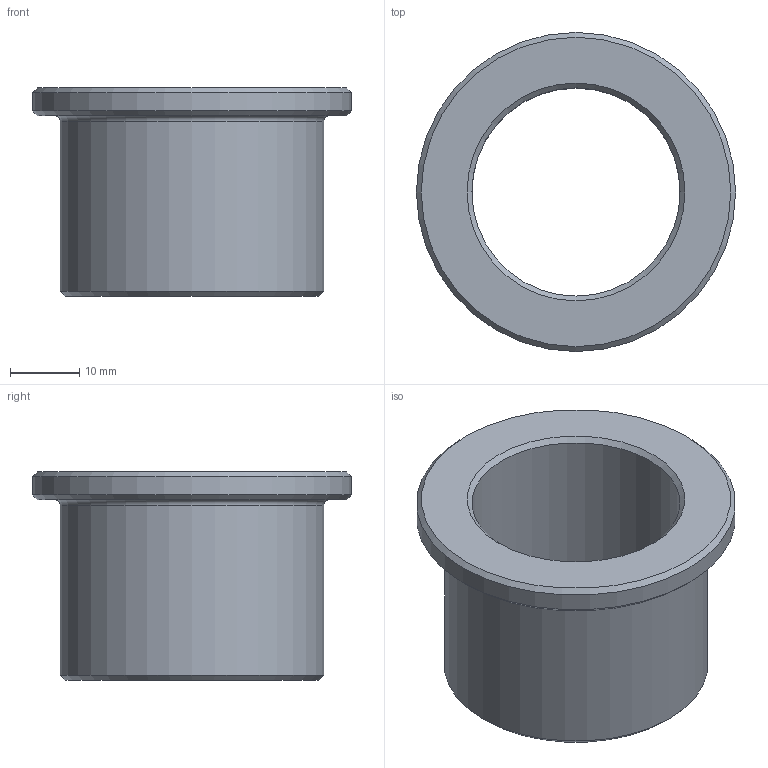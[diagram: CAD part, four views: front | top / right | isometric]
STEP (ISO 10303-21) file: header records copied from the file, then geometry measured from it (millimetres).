
FILE_DESCRIPTION(('STEP AP203'),'1');
FILE_NAME('550-030X30-46X4.stp','2015-12-17T14:50:11',(' '),(' '),'Spatial InterOp 3D',' ',' ');
FILE_SCHEMA(('CONFIG_CONTROL_DESIGN'));
Length unit declared in the file: metre
Products named in the file (2): 550-30X30-46X4
Assembly tree (1 placements, depth 2):
  (unnamed)
    550-30X30-46X4
Bounding box: 46 x 46 x 30 mm (x, y, z)
Volume: 14799.5 mm3; surface area: 8133.4 mm2
Topology: 1 solids, 1 shells, 12 faces, 21 edges, 12 vertices
Faces by surface type: cone 5, cylinder 3, plane 3, torus 1
Full cylindrical faces by diameter (mm): 30 x1, 38 x1, 46 x1
Entity records: 348 total; most frequent: DIRECTION 52, CARTESIAN_POINT 38, AXIS2_PLACEMENT_3D 26, EDGE_LOOP 24, ORIENTED_EDGE 24, FACE_OUTER_BOUND 16, ADVANCED_FACE 12, EDGE_CURVE 12
